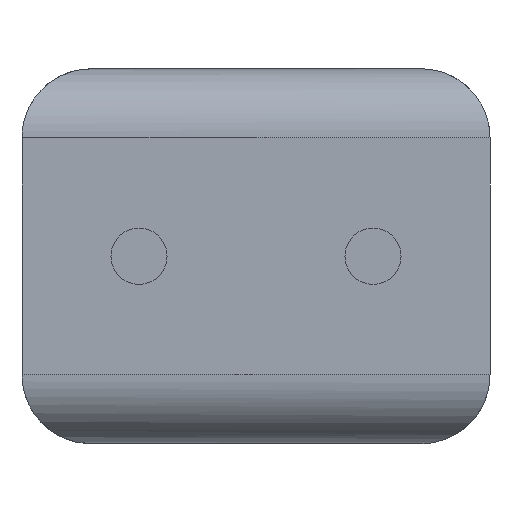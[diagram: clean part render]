
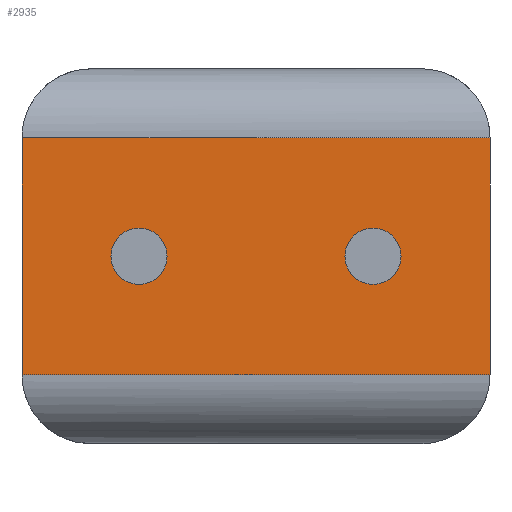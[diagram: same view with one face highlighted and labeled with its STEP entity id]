
A CAD part, front view. The second image highlights one B-rep face of the part: STEP entity #2935.
In plain terms, the highlighted planar face has unit normal (0, -1, 0).
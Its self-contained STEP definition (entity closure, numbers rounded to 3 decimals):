
#5 = EDGE_CURVE ( 'NONE', #876, #489, #1856, .T. ) ;
#81 = EDGE_CURVE ( 'NONE', #2141, #3475, #2578, .T. ) ;
#102 = ORIENTED_EDGE ( 'NONE', *, *, #81, .T. ) ;
#165 = CARTESIAN_POINT ( 'NONE',  ( -1.27, 0., 2.035 ) ) ;
#225 = DIRECTION ( 'NONE',  ( -1., 0., 0. ) ) ;
#279 = ORIENTED_EDGE ( 'NONE', *, *, #1152, .T. ) ;
#304 = DIRECTION ( 'NONE',  ( 0., 0., -1. ) ) ;
#363 = VERTEX_POINT ( 'NONE', #416 ) ;
#393 = FACE_BOUND ( 'NONE', #3715, .T. ) ;
#416 = CARTESIAN_POINT ( 'NONE',  ( -4.115, 0., 2.035 ) ) ;
#430 = PLANE ( 'NONE',  #1187 ) ;
#435 = VECTOR ( 'NONE', #3313, 1000. ) ;
#438 = CARTESIAN_POINT ( 'NONE',  ( -5.08, 0., 3.32 ) ) ;
#489 = VERTEX_POINT ( 'NONE', #2770 ) ;
#577 = EDGE_LOOP ( 'NONE', ( #1048, #2472 ) ) ;
#702 = CARTESIAN_POINT ( 'NONE',  ( -3.81, 0., 2.035 ) ) ;
#713 = ORIENTED_EDGE ( 'NONE', *, *, #2968, .F. ) ;
#736 = DIRECTION ( 'NONE',  ( 0., 1., 0. ) ) ;
#819 = VERTEX_POINT ( 'NONE', #2977 ) ;
#876 = VERTEX_POINT ( 'NONE', #2505 ) ;
#881 = EDGE_CURVE ( 'NONE', #489, #876, #3460, .T. ) ;
#924 = LINE ( 'NONE', #948, #1435 ) ;
#948 = CARTESIAN_POINT ( 'NONE',  ( 0., 0., 4.07 ) ) ;
#1048 = ORIENTED_EDGE ( 'NONE', *, *, #881, .T. ) ;
#1092 = DIRECTION ( 'NONE',  ( 0., -1., 0. ) ) ;
#1100 = ORIENTED_EDGE ( 'NONE', *, *, #1493, .F. ) ;
#1152 = EDGE_CURVE ( 'NONE', #3475, #819, #1949, .T. ) ;
#1159 = FACE_OUTER_BOUND ( 'NONE', #2600, .T. ) ;
#1187 = AXIS2_PLACEMENT_3D ( 'NONE', #2507, #3336, #1332 ) ;
#1322 = CARTESIAN_POINT ( 'NONE',  ( 0., 0., 0.75 ) ) ;
#1332 = DIRECTION ( 'NONE',  ( -1., 0., 0. ) ) ;
#1343 = DIRECTION ( 'NONE',  ( 0., -1., 0. ) ) ;
#1416 = CARTESIAN_POINT ( 'NONE',  ( -3.81, 0., 2.035 ) ) ;
#1417 = CARTESIAN_POINT ( 'NONE',  ( -3.505, 0., 2.035 ) ) ;
#1420 = CARTESIAN_POINT ( 'NONE',  ( -5.08, 0., 4.07 ) ) ;
#1435 = VECTOR ( 'NONE', #1815, 1000. ) ;
#1453 = AXIS2_PLACEMENT_3D ( 'NONE', #1416, #1092, #3104 ) ;
#1493 = EDGE_CURVE ( 'NONE', #3694, #363, #2122, .T. ) ;
#1815 = DIRECTION ( 'NONE',  ( 0., 0., -1. ) ) ;
#1856 = CIRCLE ( 'NONE', #2571, 0.305 ) ;
#1901 = VECTOR ( 'NONE', #3705, 1000. ) ;
#1949 = LINE ( 'NONE', #1420, #3636 ) ;
#1991 = LINE ( 'NONE', #1322, #435 ) ;
#2030 = FACE_BOUND ( 'NONE', #577, .T. ) ;
#2036 = CARTESIAN_POINT ( 'NONE',  ( 0., 0., 3.32 ) ) ;
#2122 = CIRCLE ( 'NONE', #1453, 0.305 ) ;
#2141 = VERTEX_POINT ( 'NONE', #3644 ) ;
#2346 = ORIENTED_EDGE ( 'NONE', *, *, #3414, .F. ) ;
#2472 = ORIENTED_EDGE ( 'NONE', *, *, #5, .T. ) ;
#2473 = AXIS2_PLACEMENT_3D ( 'NONE', #165, #3066, #3604 ) ;
#2505 = CARTESIAN_POINT ( 'NONE',  ( -0.965, 0., 2.035 ) ) ;
#2507 = CARTESIAN_POINT ( 'NONE',  ( 0., 0., 4.07 ) ) ;
#2571 = AXIS2_PLACEMENT_3D ( 'NONE', #3071, #736, #225 ) ;
#2578 = LINE ( 'NONE', #2036, #1901 ) ;
#2600 = EDGE_LOOP ( 'NONE', ( #2346, #102, #279, #2648 ) ) ;
#2640 = VERTEX_POINT ( 'NONE', #3049 ) ;
#2648 = ORIENTED_EDGE ( 'NONE', *, *, #3060, .T. ) ;
#2770 = CARTESIAN_POINT ( 'NONE',  ( -1.575, 0., 2.035 ) ) ;
#2836 = CIRCLE ( 'NONE', #2972, 0.305 ) ;
#2935 = ADVANCED_FACE ( 'NONE', ( #2030, #1159, #393 ), #430, .F. ) ;
#2968 = EDGE_CURVE ( 'NONE', #363, #3694, #2836, .T. ) ;
#2972 = AXIS2_PLACEMENT_3D ( 'NONE', #702, #1343, #3085 ) ;
#2977 = CARTESIAN_POINT ( 'NONE',  ( -5.08, 0., 0.75 ) ) ;
#3049 = CARTESIAN_POINT ( 'NONE',  ( 0., 0., 0.75 ) ) ;
#3060 = EDGE_CURVE ( 'NONE', #819, #2640, #1991, .T. ) ;
#3066 = DIRECTION ( 'NONE',  ( 0., 1., 0. ) ) ;
#3071 = CARTESIAN_POINT ( 'NONE',  ( -1.27, 0., 2.035 ) ) ;
#3085 = DIRECTION ( 'NONE',  ( -1., 0., 0. ) ) ;
#3104 = DIRECTION ( 'NONE',  ( -1., 0., 0. ) ) ;
#3313 = DIRECTION ( 'NONE',  ( 1., 0., 0. ) ) ;
#3336 = DIRECTION ( 'NONE',  ( 0., 1., 0. ) ) ;
#3414 = EDGE_CURVE ( 'NONE', #2141, #2640, #924, .T. ) ;
#3460 = CIRCLE ( 'NONE', #2473, 0.305 ) ;
#3475 = VERTEX_POINT ( 'NONE', #438 ) ;
#3604 = DIRECTION ( 'NONE',  ( -1., 0., 0. ) ) ;
#3636 = VECTOR ( 'NONE', #304, 1000. ) ;
#3644 = CARTESIAN_POINT ( 'NONE',  ( 0., 0., 3.32 ) ) ;
#3694 = VERTEX_POINT ( 'NONE', #1417 ) ;
#3705 = DIRECTION ( 'NONE',  ( -1., 0., 0. ) ) ;
#3715 = EDGE_LOOP ( 'NONE', ( #713, #1100 ) ) ;
